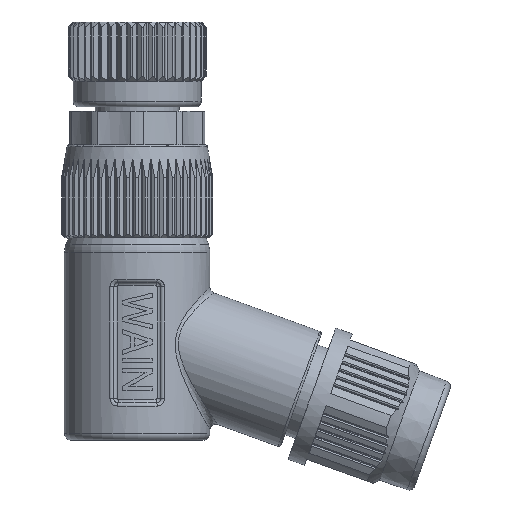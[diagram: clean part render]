
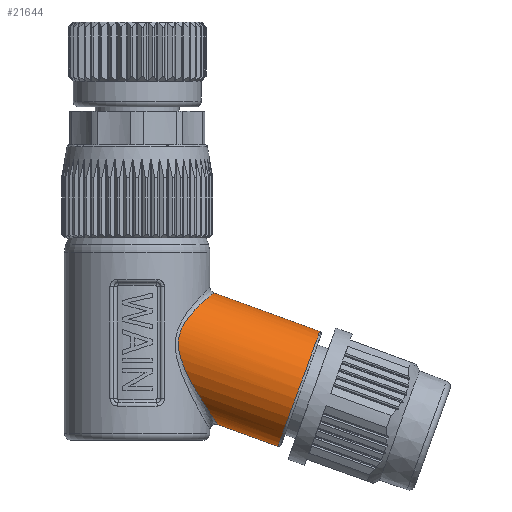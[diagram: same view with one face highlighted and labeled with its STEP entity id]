
A CAD part, front view. The second image highlights one B-rep face of the part: STEP entity #21644.
In plain terms, the highlighted cylindrical face has radius 5.25 mm (diameter 10.5 mm), a partial arc.
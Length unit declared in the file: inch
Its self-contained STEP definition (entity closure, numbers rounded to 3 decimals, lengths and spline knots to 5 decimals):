
#2215=CARTESIAN_POINT('',(0.54698,0.,-0.95957));
#2216=DIRECTION('',(-0.94,0.,0.342));
#2217=DIRECTION('',(-0.342,0.,-0.94));
#2218=AXIS2_PLACEMENT_3D('',#2215,#2216,#2217);
#2230=CARTESIAN_POINT('',(0.27248,0.,
-1.07961));
#2231=CARTESIAN_POINT('',(0.27248,-0.01525,
-1.07961));
#2232=CARTESIAN_POINT('',(0.2691,-0.04574,
-1.07467));
#2233=CARTESIAN_POINT('',(0.25153,-0.09926,
-1.0487));
#2234=CARTESIAN_POINT('',(0.21813,-0.14893,
-0.99798));
#2235=CARTESIAN_POINT('',(0.18172,-0.18098,
-0.93727));
#2236=CARTESIAN_POINT('',(0.15609,-0.198,
-0.88387));
#2237=CARTESIAN_POINT('',(0.14132,-0.20606,
-0.84109));
#2238=CARTESIAN_POINT('',(0.13677,-0.20779,
-0.79549));
#2239=CARTESIAN_POINT('',(0.14937,-0.1999,
-0.75231));
#2240=CARTESIAN_POINT('',(0.17278,-0.18273,
-0.71712));
#2241=CARTESIAN_POINT('',(0.1986,-0.15803,
-0.68853));
#2242=CARTESIAN_POINT('',(0.22287,-0.12645,
-0.66555));
#2243=CARTESIAN_POINT('',(0.24943,-0.07608,
-0.64246));
#2244=CARTESIAN_POINT('',(0.25901,-0.0305,
-0.6348));
#2245=CARTESIAN_POINT('',(0.25902,0.,
-0.6348));
#2247=CARTESIAN_POINT('',(0.27248,0.,
-1.07961));
#2527=CARTESIAN_POINT('',(0.25902,0.,
-0.6348));
#2544=DIRECTION('',(0.94,0.,-0.342));
#2545=VECTOR('',#2544,0.21689);
#2546=CARTESIAN_POINT('',(0.27248,0.,
-1.07961));
#2547=LINE('',#2546,#2545);
#2548=DIRECTION('',(-0.94,0.,0.342));
#2549=VECTOR('',#2548,0.38168);
#2550=CARTESIAN_POINT('',(0.61768,0.,
-0.76534));
#2551=LINE('',#2550,#2549);
#18041=VERTEX_POINT('',#2247);
#18042=VERTEX_POINT('',#2527);
#18043=CARTESIAN_POINT('',(0.61768,0.,
-0.76534));
#18044=VERTEX_POINT('',#18043);
#18045=CARTESIAN_POINT('',(0.47629,0.,-1.15379));
#18046=VERTEX_POINT('',#18045);
#21630=CARTESIAN_POINT('',(0.86034,0.,-1.07362));
#21631=DIRECTION('',(-0.94,0.,0.342));
#21632=DIRECTION('',(-0.342,0.,-0.94));
#21633=AXIS2_PLACEMENT_3D('',#21630,#21631,#21632);
#21634=CYLINDRICAL_SURFACE('',#21633,0.20669);
#21636=ORIENTED_EDGE('',*,*,#21635,.T.);
#21638=ORIENTED_EDGE('',*,*,#21637,.F.);
#21639=ORIENTED_EDGE('',*,*,#21619,.F.);
#21641=ORIENTED_EDGE('',*,*,#21640,.F.);
#21642=EDGE_LOOP('',(#21636,#21638,#21639,#21641));
#21643=FACE_OUTER_BOUND('',#21642,.F.);
#21644=ADVANCED_FACE('',(#21643),#21634,.T.);
#2219=CIRCLE('',#2218,0.20669);
#2246=B_SPLINE_CURVE_WITH_KNOTS('',3,(#2230,#2231,#2232,#2233,#2234,#2235,#2236,
#2237,#2238,#2239,#2240,#2241,#2242,#2243,#2244,#2245),.UNSPECIFIED.,.F.,.F.,(4,
1,1,1,1,1,1,1,1,1,1,1,1,4),(0.,0.0625,0.125,0.25,0.375,0.4375,0.5,
0.5625,0.625,0.6875,0.75,0.8125,0.875,1.),.UNSPECIFIED.);
#21619=EDGE_CURVE('',#18046,#18044,#2219,.T.);
#21635=EDGE_CURVE('',#18041,#18042,#2246,.T.);
#21637=EDGE_CURVE('',#18044,#18042,#2551,.T.);
#21640=EDGE_CURVE('',#18041,#18046,#2547,.T.);
